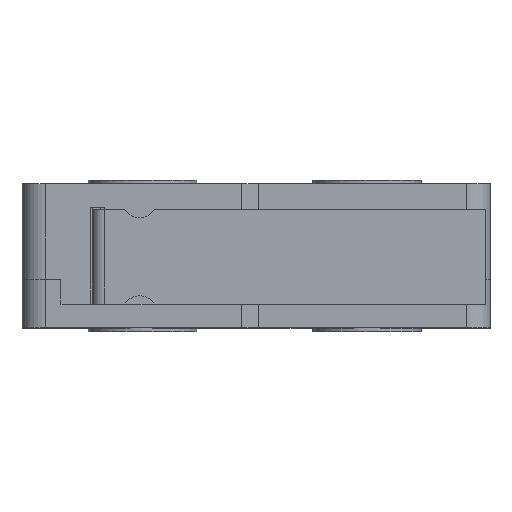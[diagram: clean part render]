
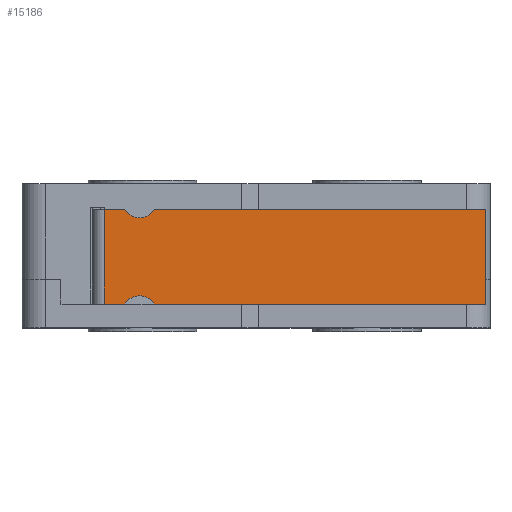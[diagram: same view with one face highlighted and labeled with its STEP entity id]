
A CAD part, top view. The second image highlights one B-rep face of the part: STEP entity #15186.
In plain terms, the highlighted planar face has unit normal (-0.013, 0, 1).
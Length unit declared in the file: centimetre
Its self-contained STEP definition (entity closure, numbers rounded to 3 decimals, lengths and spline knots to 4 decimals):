
#405=CIRCLE('',#15852,0.075);
#406=CIRCLE('',#15853,0.075);
#1909=LINE('',#26032,#3537);
#1912=LINE('',#26038,#3540);
#1931=LINE('',#26083,#3559);
#1939=LINE('',#26099,#3567);
#1941=LINE('',#26103,#3569);
#1943=LINE('',#26108,#3571);
#3537=VECTOR('',#18503,1.);
#3540=VECTOR('',#18508,1.);
#3559=VECTOR('',#18549,1.);
#3567=VECTOR('',#18565,1.);
#3569=VECTOR('',#18569,1.);
#3571=VECTOR('',#18575,1.);
#4453=FACE_OUTER_BOUND('',#5312,.T.);
#5312=EDGE_LOOP('',(#13609,#13610,#13611,#13612,#13613,#13614,#13615,#13616));
#7204=VERTEX_POINT('',#26029);
#7205=VERTEX_POINT('',#26031);
#7207=VERTEX_POINT('',#26037);
#7219=VERTEX_POINT('',#26076);
#7222=VERTEX_POINT('',#26081);
#7226=VERTEX_POINT('',#26097);
#7227=VERTEX_POINT('',#26101);
#7228=VERTEX_POINT('',#26106);
#9339=EDGE_CURVE('',#7205,#7204,#1909,.T.);
#9342=EDGE_CURVE('',#7205,#7207,#1912,.T.);
#9367=EDGE_CURVE('',#7222,#7219,#1931,.T.);
#9375=EDGE_CURVE('',#7226,#7207,#1939,.T.);
#9377=EDGE_CURVE('',#7222,#7227,#1941,.T.);
#9379=EDGE_CURVE('',#7204,#7228,#405,.T.);
#9380=EDGE_CURVE('',#7228,#7219,#1943,.T.);
#9381=EDGE_CURVE('',#7227,#7226,#406,.T.);
#13609=ORIENTED_EDGE('',*,*,#9379,.T.);
#13610=ORIENTED_EDGE('',*,*,#9380,.T.);
#13611=ORIENTED_EDGE('',*,*,#9367,.F.);
#13612=ORIENTED_EDGE('',*,*,#9377,.T.);
#13613=ORIENTED_EDGE('',*,*,#9381,.T.);
#13614=ORIENTED_EDGE('',*,*,#9375,.T.);
#13615=ORIENTED_EDGE('',*,*,#9342,.F.);
#13616=ORIENTED_EDGE('',*,*,#9339,.T.);
#14387=PLANE('',#15851);
#15186=ADVANCED_FACE('',(#4453),#14387,.T.);
#15851=AXIS2_PLACEMENT_3D('',#26105,#18571,#18572);
#15852=AXIS2_PLACEMENT_3D('',#26107,#18573,#18574);
#15853=AXIS2_PLACEMENT_3D('',#26109,#18576,#18577);
#18503=DIRECTION('',(-1.,0.,-0.013));
#18508=DIRECTION('',(0.,-1.,0.));
#18549=DIRECTION('',(0.,1.,0.));
#18565=DIRECTION('',(1.,0.,0.013));
#18569=DIRECTION('',(1.,0.,0.013));
#18571=DIRECTION('center_axis',(-0.013,0.,
1.));
#18572=DIRECTION('ref_axis',(1.,0.,0.013));
#18573=DIRECTION('center_axis',(0.013,0.,
-1.));
#18574=DIRECTION('ref_axis',(-1.,0.,-0.013));
#18575=DIRECTION('',(-1.,0.,-0.013));
#18576=DIRECTION('center_axis',(0.013,0.,
-1.));
#18577=DIRECTION('ref_axis',(-1.,0.,-0.013));
#26029=CARTESIAN_POINT('',(0.0509,-0.11,0.8781));
#26031=CARTESIAN_POINT('',(1.4504,-0.11,0.8965));
#26032=CARTESIAN_POINT('',(-0.1625,-0.11,0.8752));
#26037=CARTESIAN_POINT('',(1.4504,-0.51,0.8965));
#26038=CARTESIAN_POINT('',(1.4504,-0.31,0.8965));
#26076=CARTESIAN_POINT('',(-0.1625,-0.11,0.8752));
#26081=CARTESIAN_POINT('',(-0.1625,-0.51,0.8752));
#26083=CARTESIAN_POINT('',(-0.1625,-0.31,0.8752));
#26097=CARTESIAN_POINT('',(0.0509,-0.51,0.8781));
#26099=CARTESIAN_POINT('',(-0.1625,-0.51,0.8752));
#26101=CARTESIAN_POINT('',(-0.0759,-0.51,0.8764));
#26103=CARTESIAN_POINT('',(-0.1625,-0.51,0.8752));
#26105=CARTESIAN_POINT('Origin',(1.4504,-0.31,0.8965));
#26106=CARTESIAN_POINT('',(-0.0759,-0.11,0.8764));
#26107=CARTESIAN_POINT('Origin',(-0.0125,-0.07,0.8772));
#26108=CARTESIAN_POINT('',(-0.1625,-0.11,0.8752));
#26109=CARTESIAN_POINT('Origin',(-0.0125,-0.55,0.8772));
